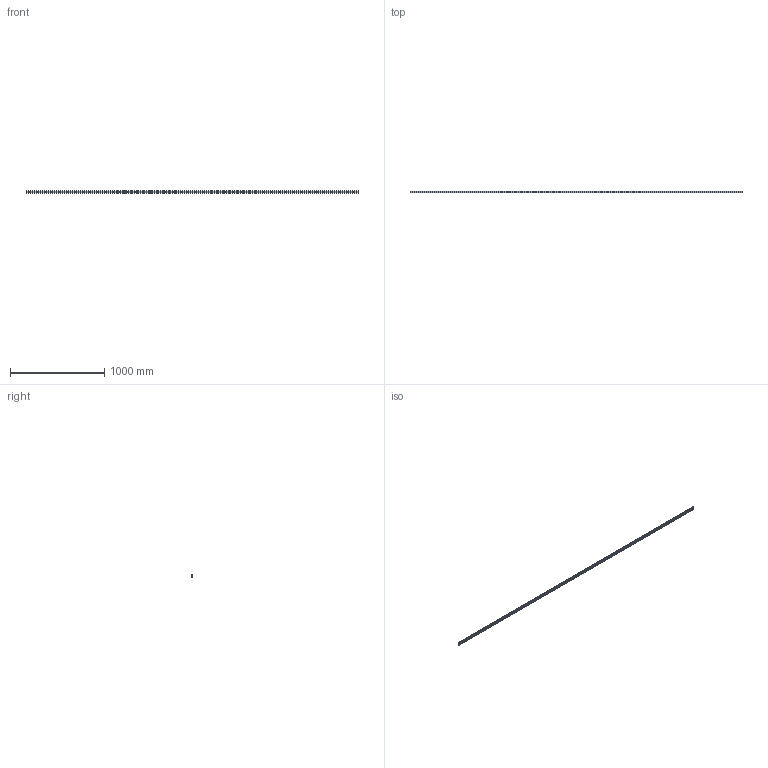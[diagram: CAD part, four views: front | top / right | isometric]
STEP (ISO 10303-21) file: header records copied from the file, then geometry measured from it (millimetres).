
FILE_DESCRIPTION((''),'2;1');
FILE_NAME('LCX 28H-3520.C.stp','2016-04-28T08:41:46',('MRathmann'),(''),'Autodesk Inventor 2012','Autodesk Inventor 2012','');
FILE_SCHEMA(('CONFIG_CONTROL_DESIGN'));
Length unit declared in the file: millimetre
Products named in the file (1): LCX 28H-3520.C
Bounding box: 3520 x 12.3 x 28 mm (x, y, z)
Volume: 569149.3 mm3; surface area: 341043.7 mm2
Topology: 1 solids, 1 shells, 156 faces, 374 edges, 264 vertices
Faces by surface type: cylinder 99, plane 57
Full cylindrical faces by diameter (mm): 6.4 x44, 11 x44
Entity records: 4054 total; most frequent: DIRECTION 754, CARTESIAN_POINT 619, ORIENTED_EDGE 484, EDGE_LOOP 376, AXIS2_PLACEMENT_3D 355, EDGE_CURVE 242, VERTEX_POINT 220, FACE_BOUND 220
